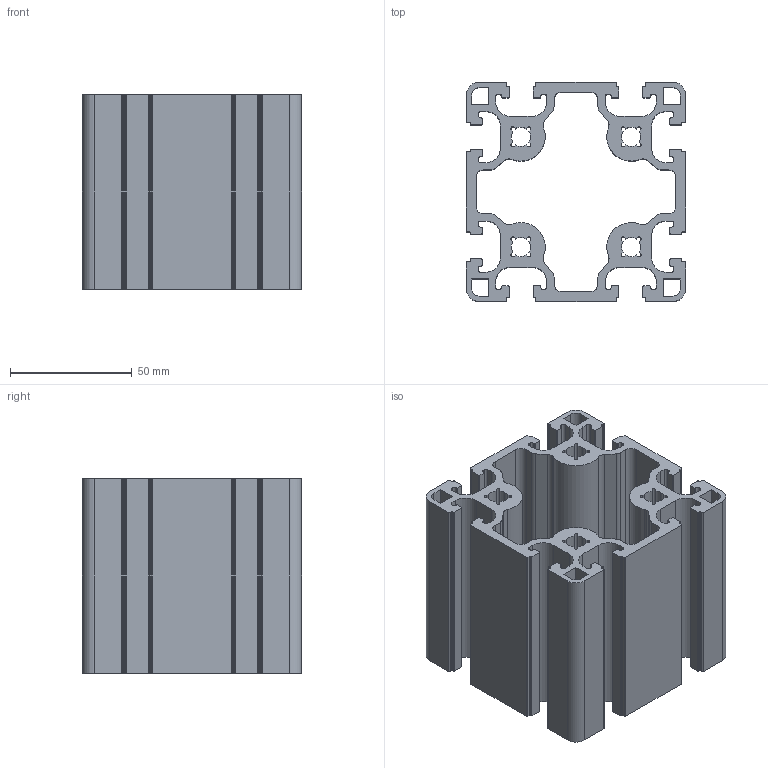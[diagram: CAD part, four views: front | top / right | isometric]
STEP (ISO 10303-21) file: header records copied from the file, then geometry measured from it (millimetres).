
FILE_DESCRIPTION (( 'STEP AP203' ), '1' );
FILE_NAME ('9090.step', '2023-05-12T09:14:15', ( '' ), ( '' ), 'SwSTEP 2.0', 'SolidWorks 2021', '' );
FILE_SCHEMA (( 'CONFIG_CONTROL_DESIGN' ));
Length unit declared in the file: millimetre
Products named in the file (1): 9090
Bounding box: 90 x 90 x 80 mm (x, y, z)
Volume: 205921.3 mm3; surface area: 106532.7 mm2
Topology: 1 solids, 1 shells, 414 faces, 1236 edges, 824 vertices
Faces by surface type: cylinder 212, plane 202
Entity records: 14157 total; most frequent: DIRECTION 2490, CARTESIAN_POINT 2475, ORIENTED_EDGE 2472, EDGE_CURVE 1236, AXIS2_PLACEMENT_3D 839, VERTEX_POINT 824, LINE 812, VECTOR 812
